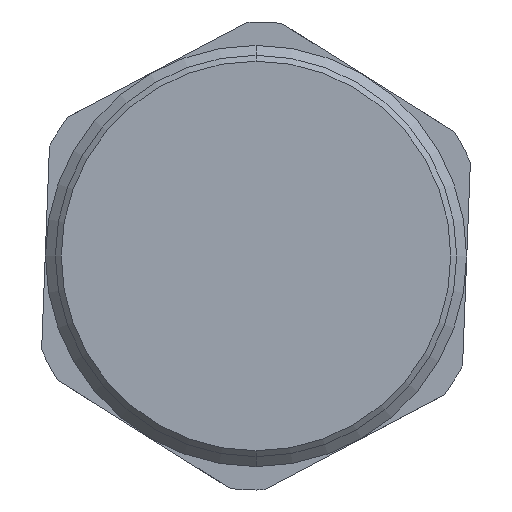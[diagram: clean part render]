
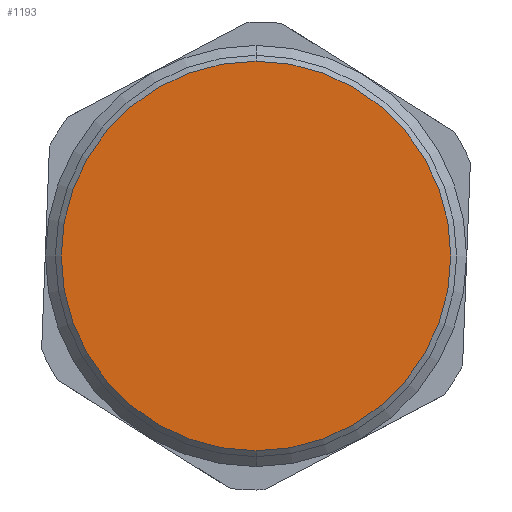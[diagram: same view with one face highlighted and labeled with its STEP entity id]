
A CAD part, front view. The second image highlights one B-rep face of the part: STEP entity #1193.
In plain terms, the highlighted planar face has unit normal (0, -1, 0).
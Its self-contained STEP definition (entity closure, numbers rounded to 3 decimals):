
#153 = DIRECTION ( 'NONE',  ( 0., 0., 1. ) ) ;
#154 = DIRECTION ( 'NONE',  ( 0., -1., 0. ) ) ;
#155 = CARTESIAN_POINT ( 'NONE',  ( 0., 0., 0. ) ) ;
#375 = DIRECTION ( 'NONE',  ( 0., 0., 1. ) ) ;
#376 = DIRECTION ( 'NONE',  ( 0., 1., 0. ) ) ;
#377 = CARTESIAN_POINT ( 'NONE',  ( 0., 0., 0. ) ) ;
#378 = PLANE ( 'NONE',  #1442 ) ;
#507 = DIRECTION ( 'NONE',  ( 0., 0., 1. ) ) ;
#508 = DIRECTION ( 'NONE',  ( 0., -1., 0. ) ) ;
#512 = CARTESIAN_POINT ( 'NONE',  ( 0., 0., 0. ) ) ;
#558 = CARTESIAN_POINT ( 'NONE',  ( 0., 0., -16.65 ) ) ;
#560 = CARTESIAN_POINT ( 'NONE',  ( 0., 0., 16.65 ) ) ;
#616 = EDGE_LOOP ( 'NONE', ( #784, #786 ) ) ;
#659 = VERTEX_POINT ( 'NONE', #560 ) ;
#661 = VERTEX_POINT ( 'NONE', #558 ) ;
#784 = ORIENTED_EDGE ( 'NONE', *, *, #1264, .T. ) ;
#786 = ORIENTED_EDGE ( 'NONE', *, *, #1156, .T. ) ;
#1118 = CIRCLE ( 'NONE', #1406, 16.65 ) ;
#1152 = CIRCLE ( 'NONE', #1479, 16.65 ) ;
#1156 = EDGE_CURVE ( 'NONE', #661, #659, #1152, .T. ) ;
#1193 = ADVANCED_FACE ( 'NONE', ( #1450 ), #378, .F. ) ;
#1264 = EDGE_CURVE ( 'NONE', #659, #661, #1118, .T. ) ;
#1406 = AXIS2_PLACEMENT_3D ( 'NONE', #155, #154, #153 ) ;
#1442 = AXIS2_PLACEMENT_3D ( 'NONE', #377, #376, #375 ) ;
#1450 = FACE_OUTER_BOUND ( 'NONE', #616, .T. ) ;
#1479 = AXIS2_PLACEMENT_3D ( 'NONE', #512, #508, #507 ) ;
